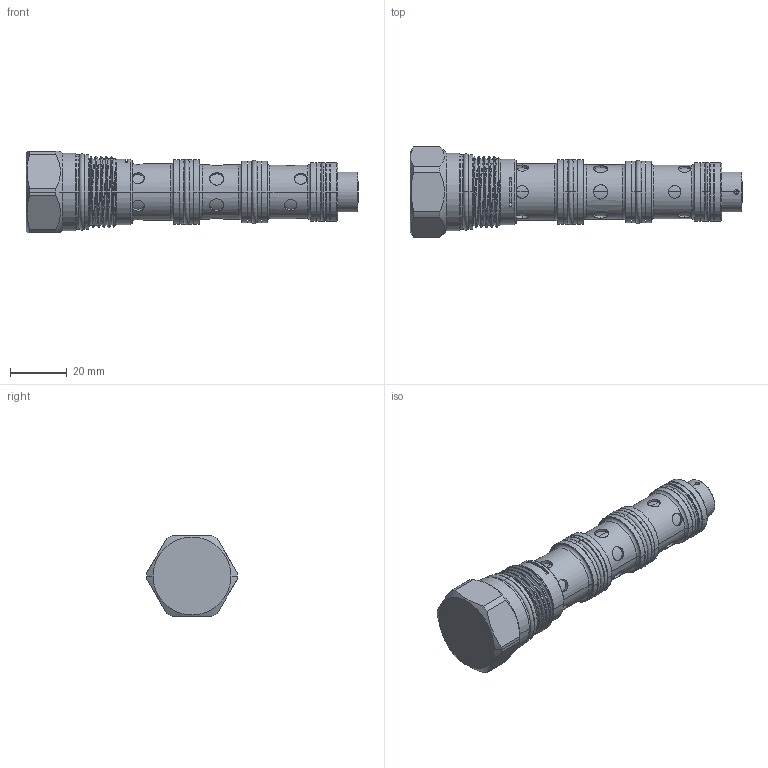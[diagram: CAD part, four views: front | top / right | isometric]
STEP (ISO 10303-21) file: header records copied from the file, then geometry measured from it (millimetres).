
FILE_DESCRIPTION (( 'STEP AP203' ), '1' );
FILE_NAME ('FD32A42-N.STEP', '2016-05-20T01:19:47', ( '' ), ( '' ), 'SwSTEP 2.0', 'SolidWorks 2012', '' );
FILE_SCHEMA (( 'CONFIG_CONTROL_DESIGN' ));
Length unit declared in the file: millimetre
Products named in the file (1): FD32A42-N
Bounding box: 116.57 x 31.8 x 28.57 mm (x, y, z)
Volume: 44329 mm3; surface area: 14012.3 mm2
Topology: 4 solids, 4 shells, 285 faces, 636 edges, 406 vertices
Faces by surface type: cylinder 174, plane 50, cone 30, torus 29, bspline 2
Entity records: 10728 total; most frequent: CARTESIAN_POINT 4365, DIRECTION 1348, ORIENTED_EDGE 1272, EDGE_CURVE 636, AXIS2_PLACEMENT_3D 576, VERTEX_POINT 406, EDGE_LOOP 340, CIRCLE 292
